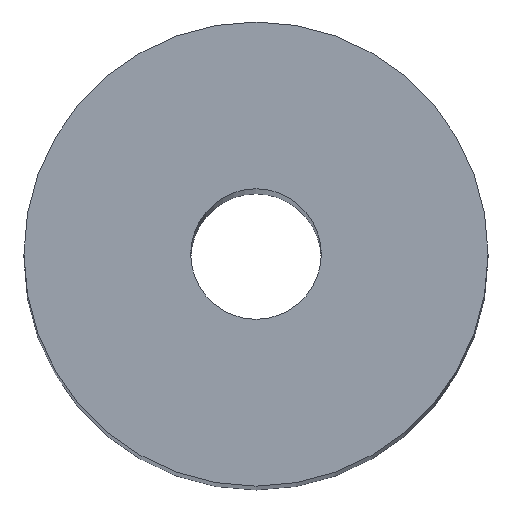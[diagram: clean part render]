
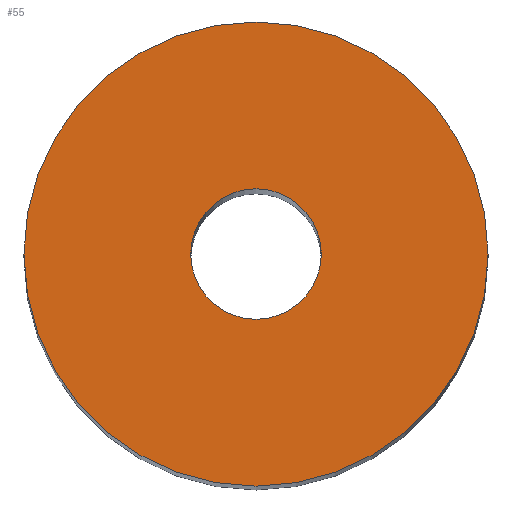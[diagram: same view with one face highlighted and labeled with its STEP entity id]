
A CAD part, top view. The second image highlights one B-rep face of the part: STEP entity #55.
In plain terms, the highlighted planar face has unit normal (0, 0, 1).
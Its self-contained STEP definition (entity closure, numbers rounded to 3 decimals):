
#39=EDGE_CURVE('240[2]',#93,#93,#94,.T.);
#52=EDGE_CURVE('240[2]',#112,#112,#113,.T.);
#55=ADVANCED_FACE('240[2]',(#116,#117),#118,.T.);
#93=VERTEX_POINT('',#159);
#94=CIRCLE('',#160,8.0);
#112=VERTEX_POINT('',#182);
#113=CIRCLE('',#183,2.25);
#116=FACE_OUTER_BOUND('',#187,.T.);
#117=FACE_BOUND('',#188,.T.);
#118=PLANE('',#189);
#159=CARTESIAN_POINT('',(0.,8.,100.0));
#160=AXIS2_PLACEMENT_3D('',#231,#232,#233);
#182=CARTESIAN_POINT('',(0.,2.25,100.0));
#183=AXIS2_PLACEMENT_3D('',#250,#251,#252);
#187=EDGE_LOOP('',(#254));
#188=EDGE_LOOP('',(#255));
#189=AXIS2_PLACEMENT_3D('',#256,#257,#258);
#231=CARTESIAN_POINT('',(0.,0.,100.0));
#232=DIRECTION('',(0.,0.,-1.0));
#233=DIRECTION('',(0.,1.0,0.));
#250=CARTESIAN_POINT('',(0.,0.,100.0));
#251=DIRECTION('',(0.,0.,-1.0));
#252=DIRECTION('',(0.,1.0,0.));
#254=ORIENTED_EDGE('',*,*,#39,.F.);
#255=ORIENTED_EDGE('',*,*,#52,.T.);
#256=CARTESIAN_POINT('',(0.,5.125,100.0));
#257=DIRECTION('',(0.,0.,1.0));
#258=DIRECTION('',(0.,-1.0,0.));
